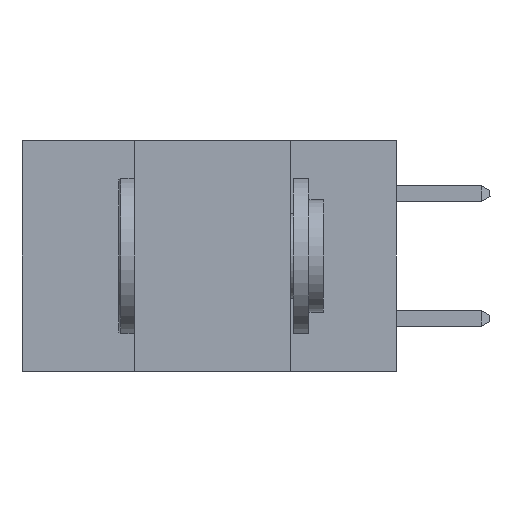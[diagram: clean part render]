
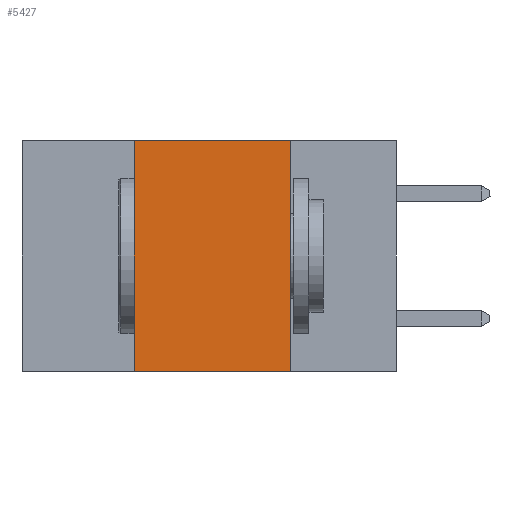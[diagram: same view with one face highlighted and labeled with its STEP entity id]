
A CAD part, left-side view. The second image highlights one B-rep face of the part: STEP entity #5427.
In plain terms, the highlighted planar face has unit normal (-1, 0, 0).
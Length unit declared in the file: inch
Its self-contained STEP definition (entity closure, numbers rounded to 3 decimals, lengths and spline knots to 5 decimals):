
#1353 = CARTESIAN_POINT ( 'NONE',  ( 0., 0.17, 0. ) ) ;
#1519 = LINE ( 'NONE', #8643, #6002 ) ;
#1581 = VERTEX_POINT ( 'NONE', #11994 ) ;
#1914 = VERTEX_POINT ( 'NONE', #4934 ) ;
#2155 = VERTEX_POINT ( 'NONE', #1353 ) ;
#2434 = VECTOR ( 'NONE', #7371, 39.37008 ) ;
#2466 = LINE ( 'NONE', #6500, #11658 ) ;
#2952 = DIRECTION ( 'NONE',  ( 0., -1., 0. ) ) ;
#3238 = PLANE ( 'NONE',  #10702 ) ;
#4312 = EDGE_CURVE ( 'NONE', #12637, #1581, #8198, .T. ) ;
#4411 = CARTESIAN_POINT ( 'NONE',  ( 0., 0.6, 0. ) ) ;
#4418 = ORIENTED_EDGE ( 'NONE', *, *, #7526, .F. ) ;
#4934 = CARTESIAN_POINT ( 'NONE',  ( 0., 0.42, 0. ) ) ;
#5198 = FACE_OUTER_BOUND ( 'NONE', #5428, .T. ) ;
#5427 = ADVANCED_FACE ( 'NONE', ( #5198 ), #3238, .F. ) ;
#5428 = EDGE_LOOP ( 'NONE', ( #8023, #11398, #4418, #5798 ) ) ;
#5554 = DIRECTION ( 'NONE',  ( 1., 0., 0. ) ) ;
#5798 = ORIENTED_EDGE ( 'NONE', *, *, #4312, .T. ) ;
#6002 = VECTOR ( 'NONE', #7411, 39.37008 ) ;
#6101 = VECTOR ( 'NONE', #12044, 39.37008 ) ;
#6500 = CARTESIAN_POINT ( 'NONE',  ( 0., 0.6, 0. ) ) ;
#6680 = DIRECTION ( 'NONE',  ( 0., 0., -1. ) ) ;
#6866 = EDGE_CURVE ( 'NONE', #2155, #1581, #10058, .T. ) ;
#7371 = DIRECTION ( 'NONE',  ( 0., 0., -1. ) ) ;
#7411 = DIRECTION ( 'NONE',  ( 0., 0., 1. ) ) ;
#7526 = EDGE_CURVE ( 'NONE', #12637, #1914, #1519, .T. ) ;
#8023 = ORIENTED_EDGE ( 'NONE', *, *, #6866, .F. ) ;
#8107 = CARTESIAN_POINT ( 'NONE',  ( 0., 0.42, -0.37 ) ) ;
#8198 = LINE ( 'NONE', #12091, #6101 ) ;
#8643 = CARTESIAN_POINT ( 'NONE',  ( 0., 0.42, 0. ) ) ;
#10058 = LINE ( 'NONE', #12992, #2434 ) ;
#10702 = AXIS2_PLACEMENT_3D ( 'NONE', #4411, #5554, #6680 ) ;
#11237 = EDGE_CURVE ( 'NONE', #1914, #2155, #2466, .T. ) ;
#11398 = ORIENTED_EDGE ( 'NONE', *, *, #11237, .F. ) ;
#11658 = VECTOR ( 'NONE', #2952, 39.37008 ) ;
#11994 = CARTESIAN_POINT ( 'NONE',  ( 0., 0.17, -0.37 ) ) ;
#12044 = DIRECTION ( 'NONE',  ( 0., -1., 0. ) ) ;
#12091 = CARTESIAN_POINT ( 'NONE',  ( 0., 0.6, -0.37 ) ) ;
#12637 = VERTEX_POINT ( 'NONE', #8107 ) ;
#12992 = CARTESIAN_POINT ( 'NONE',  ( 0., 0.17, 0. ) ) ;
